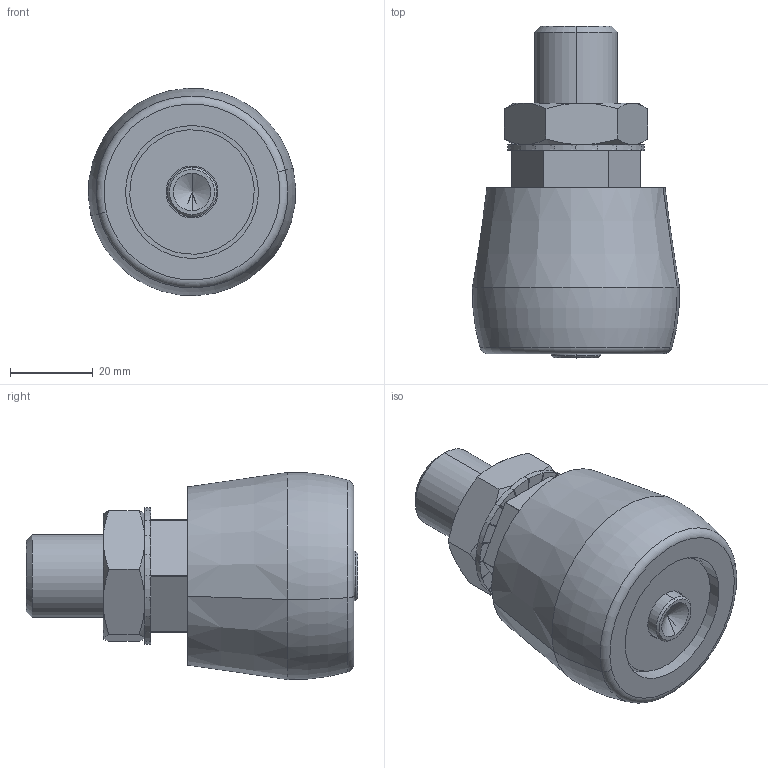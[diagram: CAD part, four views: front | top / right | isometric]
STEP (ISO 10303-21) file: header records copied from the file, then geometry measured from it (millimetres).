
FILE_DESCRIPTION (( 'STEP AP203' ), '1' );
FILE_NAME ('1.35.N49.STEP', '2019-06-03T10:35:04', ( '' ), ( '' ), 'SwSTEP 2.0', 'SolidWorks 2018', '' );
FILE_SCHEMA (( 'CONFIG_CONTROL_DESIGN' ));
Length unit declared in the file: millimetre
Products named in the file (1): 1.35.N49
Bounding box: 49.93 x 80 x 49.93 mm (x, y, z)
Volume: 89686 mm3; surface area: 22701.5 mm2
Topology: 5 solids, 5 shells, 164 faces, 458 edges, 267 vertices
Faces by surface type: plane 66, bspline 40, cylinder 28, cone 26, torus 4
Entity records: 5827 total; most frequent: CARTESIAN_POINT 2000, ORIENTED_EDGE 832, DIRECTION 688, EDGE_CURVE 416, VERTEX_POINT 267, AXIS2_PLACEMENT_3D 251, VECTOR 186, LINE 186
